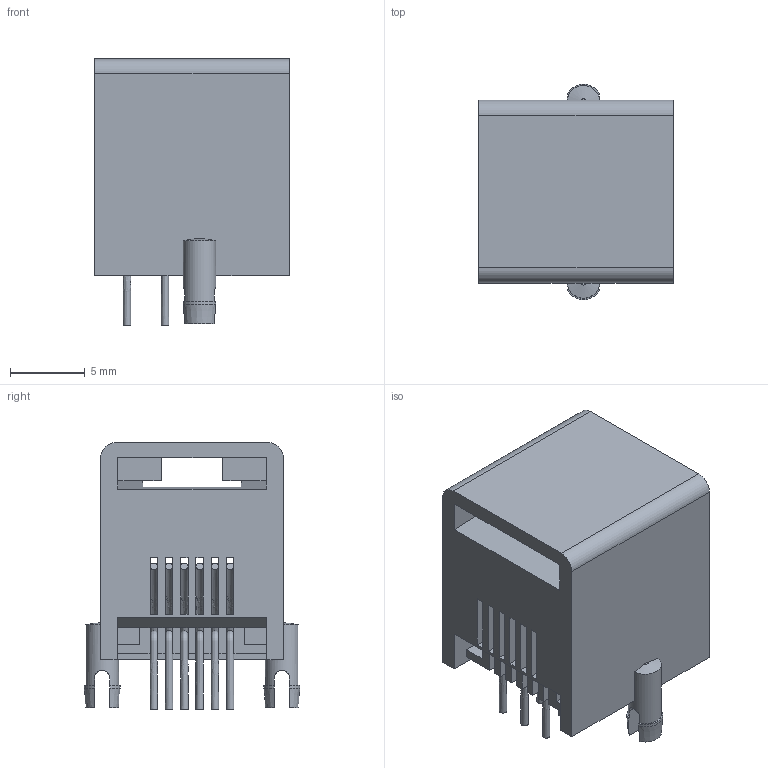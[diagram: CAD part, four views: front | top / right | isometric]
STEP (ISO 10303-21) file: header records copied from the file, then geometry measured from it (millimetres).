
FILE_DESCRIPTION(/* description */ ('Unknown'),/* implementation_level */ '2;1');
FILE_NAME(/* name */ 'J_Wurth_WR-MJ_615006138421',/* time_stamp */ '2025-06-30T17:17:05+08:00',/* author */ ('Unknown'),/* organization */ ('Unknown'),/* preprocessor_version */ 'ST-DEVELOPER v19.4',/* originating_system */ 'Solid Edge',/* authorisation */ 'Unknown');
FILE_SCHEMA (('AUTOMOTIVE_DESIGN {1 0 10303 214 3 1 1}'));
Length unit declared in the file: millimetre
Products named in the file (2): J_Wurth_WR-MJ_615006138421
Assembly tree (1 placements, depth 2):
  J_Wurth_WR-MJ_615006138421
    J_Wurth_WR-MJ_615006138421
Bounding box: 13 x 14.4 x 17.8 mm (x, y, z)
Volume: 1065.7 mm3; surface area: 2182.7 mm2
Topology: 7 solids, 7 shells, 193 faces, 566 edges, 368 vertices
Faces by surface type: plane 153, cylinder 28, cone 6, bspline 6
Full cylindrical faces by diameter (mm): 2.2 x2
Entity records: 13876 total; most frequent: CARTESIAN_POINT 8671, ORIENTED_EDGE 1112, DIRECTION 986, EDGE_CURVE 556, LINE 472, VECTOR 472, VERTEX_POINT 366, AXIS2_PLACEMENT_3D 257
